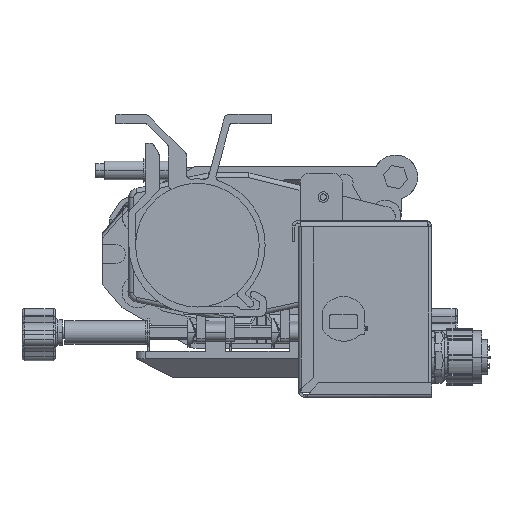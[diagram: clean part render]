
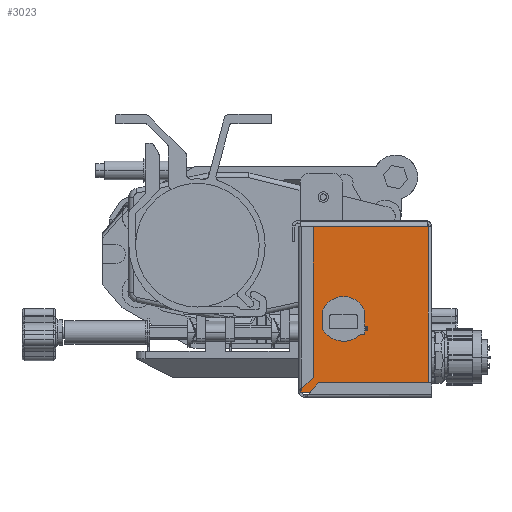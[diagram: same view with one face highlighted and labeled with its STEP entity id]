
A CAD part, left-side view. The second image highlights one B-rep face of the part: STEP entity #3023.
In plain terms, the highlighted face is planar.
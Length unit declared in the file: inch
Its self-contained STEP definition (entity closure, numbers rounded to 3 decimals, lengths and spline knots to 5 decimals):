
#162 = EDGE_CURVE ( 'NONE', #18842, #43902, #14130, .T. ) ;
#194 = VERTEX_POINT ( 'NONE', #14139 ) ;
#664 = VERTEX_POINT ( 'NONE', #15041 ) ;
#1945 = EDGE_LOOP ( 'NONE', ( #2487, #3616, #4206, #3682, #4539, #6213, #35148 ) ) ;
#2487 = ORIENTED_EDGE ( 'NONE', *, *, #35032, .F. ) ;
#2970 = EDGE_LOOP ( 'NONE', ( #52720, #3196, #3268, #3293 ) ) ;
#3023 = ADVANCED_FACE ( 'NONE', ( #36650, #36656 ), #36649, .T. ) ;
#3196 = ORIENTED_EDGE ( 'NONE', *, *, #11359, .T. ) ;
#3268 = ORIENTED_EDGE ( 'NONE', *, *, #10731, .T. ) ;
#3293 = ORIENTED_EDGE ( 'NONE', *, *, #10777, .T. ) ;
#3523 = VERTEX_POINT ( 'NONE', #37680 ) ;
#3616 = ORIENTED_EDGE ( 'NONE', *, *, #3686, .T. ) ;
#3682 = ORIENTED_EDGE ( 'NONE', *, *, #10798, .F. ) ;
#3686 = EDGE_CURVE ( 'NONE', #194, #3523, #38006, .T. ) ;
#4206 = ORIENTED_EDGE ( 'NONE', *, *, #4412, .F. ) ;
#4412 = EDGE_CURVE ( 'NONE', #53095, #3523, #39345, .T. ) ;
#4539 = ORIENTED_EDGE ( 'NONE', *, *, #35163, .F. ) ;
#6213 = ORIENTED_EDGE ( 'NONE', *, *, #162, .F. ) ;
#8180 = VERTEX_POINT ( 'NONE', #46231 ) ;
#8188 = EDGE_CURVE ( 'NONE', #8180, #18842, #46217, .T. ) ;
#10720 = VERTEX_POINT ( 'NONE', #50679 ) ;
#10731 = EDGE_CURVE ( 'NONE', #10720, #10735, #50710, .T. ) ;
#10735 = VERTEX_POINT ( 'NONE', #50711 ) ;
#10772 = VERTEX_POINT ( 'NONE', #50761 ) ;
#10777 = EDGE_CURVE ( 'NONE', #10735, #10772, #50789, .T. ) ;
#10784 = VERTEX_POINT ( 'NONE', #50773 ) ;
#10788 = EDGE_CURVE ( 'NONE', #10772, #10784, #50831, .T. ) ;
#10798 = EDGE_CURVE ( 'NONE', #664, #53095, #50811, .T. ) ;
#11359 = EDGE_CURVE ( 'NONE', #10784, #10720, #51761, .T. ) ;
#14127 = DIRECTION ( 'NONE',  ( -1., 0., 0. ) ) ;
#14128 = VECTOR ( 'NONE', #14127, 39.37008 ) ;
#14129 = CARTESIAN_POINT ( 'NONE',  ( 0., 0.4027, 4.5887 ) ) ;
#14130 = LINE ( 'NONE', #14129, #14128 ) ;
#14139 = CARTESIAN_POINT ( 'NONE',  ( 3.43127, 0.4027, 4.5087 ) ) ;
#15041 = CARTESIAN_POINT ( 'NONE',  ( 0., 0.4027, 0.1587 ) ) ;
#18842 = VERTEX_POINT ( 'NONE', #23013 ) ;
#23013 = CARTESIAN_POINT ( 'NONE',  ( 3.065, 0.4027, 4.5887 ) ) ;
#25832 = DIRECTION ( 'NONE',  ( -1., 0., 0. ) ) ;
#25833 = VECTOR ( 'NONE', #25832, 39.37008 ) ;
#25834 = CARTESIAN_POINT ( 'NONE',  ( 3.065, 0.4027, 4.5087 ) ) ;
#25835 = LINE ( 'NONE', #25834, #25833 ) ;
#26054 = DIRECTION ( 'NONE',  ( 0., 0., -1. ) ) ;
#26055 = VECTOR ( 'NONE', #26054, 39.37008 ) ;
#26056 = CARTESIAN_POINT ( 'NONE',  ( 0., 0.4027, -0.2793 ) ) ;
#26060 = LINE ( 'NONE', #26056, #26055 ) ;
#28058 = CARTESIAN_POINT ( 'NONE',  ( 0., 0.4027, 4.5887 ) ) ;
#30467 = CARTESIAN_POINT ( 'NONE',  ( 3.41, 0.4027, 0.1587 ) ) ;
#35032 = EDGE_CURVE ( 'NONE', #194, #8180, #25835, .T. ) ;
#35148 = ORIENTED_EDGE ( 'NONE', *, *, #8188, .F. ) ;
#35163 = EDGE_CURVE ( 'NONE', #43902, #664, #26060, .T. ) ;
#36622 = CARTESIAN_POINT ( 'NONE',  ( 11.25, 0.4027, -1.0293 ) ) ;
#36634 = DIRECTION ( 'NONE',  ( -1., 0., 0. ) ) ;
#36635 = DIRECTION ( 'NONE',  ( 0., 1., 0. ) ) ;
#36640 = AXIS2_PLACEMENT_3D ( 'NONE', #36622, #36635, #36634 ) ;
#36649 = PLANE ( 'NONE',  #36640 ) ;
#36650 = FACE_BOUND ( 'NONE', #2970, .T. ) ;
#36656 = FACE_OUTER_BOUND ( 'NONE', #1945, .T. ) ;
#37680 = CARTESIAN_POINT ( 'NONE',  ( 3.43127, 0.4027, 0.1587 ) ) ;
#37994 = DIRECTION ( 'NONE',  ( 0., 0., -1. ) ) ;
#37995 = VECTOR ( 'NONE', #37994, 39.37008 ) ;
#37996 = CARTESIAN_POINT ( 'NONE',  ( 3.43127, 0.4027, -1.0293 ) ) ;
#38006 = LINE ( 'NONE', #37996, #37995 ) ;
#39333 = DIRECTION ( 'NONE',  ( 1., 0., 0. ) ) ;
#39334 = VECTOR ( 'NONE', #39333, 39.37008 ) ;
#39345 = LINE ( 'NONE', #39352, #39334 ) ;
#39352 = CARTESIAN_POINT ( 'NONE',  ( 3.562, 0.4027, 0.1587 ) ) ;
#43902 = VERTEX_POINT ( 'NONE', #28058 ) ;
#46208 = DIRECTION ( 'NONE',  ( 0., 0., 1. ) ) ;
#46209 = VECTOR ( 'NONE', #46208, 39.37008 ) ;
#46215 = CARTESIAN_POINT ( 'NONE',  ( 3.065, 0.4027, 4.5887 ) ) ;
#46217 = LINE ( 'NONE', #46215, #46209 ) ;
#46231 = CARTESIAN_POINT ( 'NONE',  ( 3.065, 0.4027, 4.5087 ) ) ;
#50679 = CARTESIAN_POINT ( 'NONE',  ( 1.659, 0.4027, 2.84406 ) ) ;
#50697 = DIRECTION ( 'NONE',  ( 1., 0., 0. ) ) ;
#50698 = DIRECTION ( 'NONE',  ( 0., -1., 0. ) ) ;
#50699 = CARTESIAN_POINT ( 'NONE',  ( 1.159, 0.4027, 2.6247 ) ) ;
#50700 = AXIS2_PLACEMENT_3D ( 'NONE', #50699, #50698, #50697 ) ;
#50710 = CIRCLE ( 'NONE', #50700, 0.546 ) ;
#50711 = CARTESIAN_POINT ( 'NONE',  ( 0.659, 0.4027, 2.84406 ) ) ;
#50761 = CARTESIAN_POINT ( 'NONE',  ( 0.659, 0.4027, 2.40535 ) ) ;
#50773 = CARTESIAN_POINT ( 'NONE',  ( 1.659, 0.4027, 2.40535 ) ) ;
#50786 = DIRECTION ( 'NONE',  ( 0., 0., -1. ) ) ;
#50787 = VECTOR ( 'NONE', #50786, 39.37008 ) ;
#50788 = CARTESIAN_POINT ( 'NONE',  ( 0.659, 0.4027, 2.84406 ) ) ;
#50789 = LINE ( 'NONE', #50788, #50787 ) ;
#50808 = DIRECTION ( 'NONE',  ( 1., 0., 0. ) ) ;
#50809 = VECTOR ( 'NONE', #50808, 39.37008 ) ;
#50810 = CARTESIAN_POINT ( 'NONE',  ( 11.25, 0.4027, 0.1587 ) ) ;
#50811 = LINE ( 'NONE', #50810, #50809 ) ;
#50825 = DIRECTION ( 'NONE',  ( 1., 0., 0. ) ) ;
#50826 = DIRECTION ( 'NONE',  ( 0., -1., 0. ) ) ;
#50827 = CARTESIAN_POINT ( 'NONE',  ( 1.159, 0.4027, 2.6247 ) ) ;
#50828 = AXIS2_PLACEMENT_3D ( 'NONE', #50827, #50826, #50825 ) ;
#50831 = CIRCLE ( 'NONE', #50828, 0.546 ) ;
#51758 = DIRECTION ( 'NONE',  ( 0., 0., 1. ) ) ;
#51759 = VECTOR ( 'NONE', #51758, 39.37008 ) ;
#51760 = CARTESIAN_POINT ( 'NONE',  ( 1.659, 0.4027, 2.84406 ) ) ;
#51761 = LINE ( 'NONE', #51760, #51759 ) ;
#52720 = ORIENTED_EDGE ( 'NONE', *, *, #10788, .T. ) ;
#53095 = VERTEX_POINT ( 'NONE', #30467 ) ;
